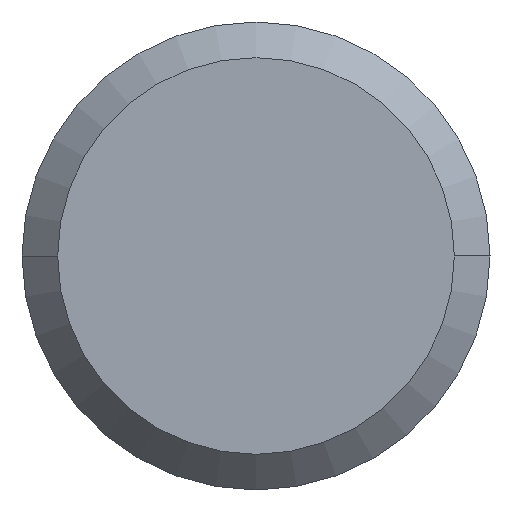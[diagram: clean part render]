
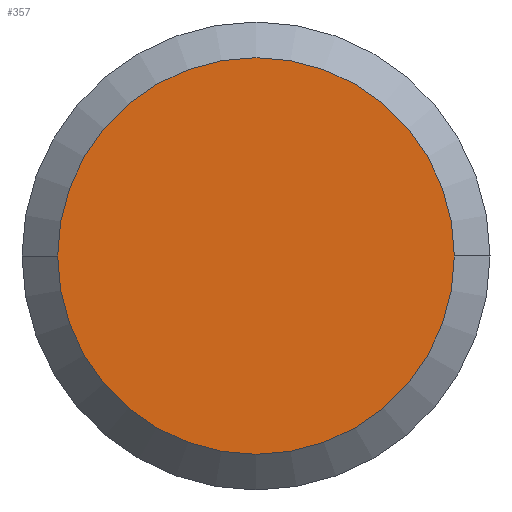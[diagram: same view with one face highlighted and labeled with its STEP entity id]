
A CAD part, left-side view. The second image highlights one B-rep face of the part: STEP entity #357.
In plain terms, the highlighted planar face has unit normal (-1, 0, 0).
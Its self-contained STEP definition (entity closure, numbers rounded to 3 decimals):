
#2 = PLANE ( 'NONE',  #347 ) ;
#21 = VERTEX_POINT ( 'NONE', #112 ) ;
#22 = AXIS2_PLACEMENT_3D ( 'NONE', #77, #102, #350 ) ;
#42 = ORIENTED_EDGE ( 'NONE', *, *, #103, .F. ) ;
#53 = ORIENTED_EDGE ( 'NONE', *, *, #88, .F. ) ;
#77 = CARTESIAN_POINT ( 'NONE',  ( 0., 0., 0. ) ) ;
#88 = EDGE_CURVE ( 'NONE', #281, #21, #279, .T. ) ;
#102 = DIRECTION ( 'NONE',  ( 1., 0., 0. ) ) ;
#103 = EDGE_CURVE ( 'NONE', #21, #281, #121, .T. ) ;
#112 = CARTESIAN_POINT ( 'NONE',  ( 0., -4.238, 0. ) ) ;
#121 = CIRCLE ( 'NONE', #22, 4.238 ) ;
#136 = DIRECTION ( 'NONE',  ( -1., 0., 0. ) ) ;
#181 = DIRECTION ( 'NONE',  ( 1., 0., 0. ) ) ;
#216 = DIRECTION ( 'NONE',  ( 0., 1., 0. ) ) ;
#234 = CARTESIAN_POINT ( 'NONE',  ( 0., 4.238, 0. ) ) ;
#235 = AXIS2_PLACEMENT_3D ( 'NONE', #399, #181, #216 ) ;
#270 = CARTESIAN_POINT ( 'NONE',  ( 0., 0., 0. ) ) ;
#279 = CIRCLE ( 'NONE', #235, 4.238 ) ;
#281 = VERTEX_POINT ( 'NONE', #234 ) ;
#287 = EDGE_LOOP ( 'NONE', ( #53, #42 ) ) ;
#300 = DIRECTION ( 'NONE',  ( 0., -1., 0. ) ) ;
#347 = AXIS2_PLACEMENT_3D ( 'NONE', #270, #136, #300 ) ;
#350 = DIRECTION ( 'NONE',  ( 0., 1., 0. ) ) ;
#357 = ADVANCED_FACE ( 'NONE', ( #385 ), #2, .T. ) ;
#385 = FACE_OUTER_BOUND ( 'NONE', #287, .T. ) ;
#399 = CARTESIAN_POINT ( 'NONE',  ( 0., 0., 0. ) ) ;
